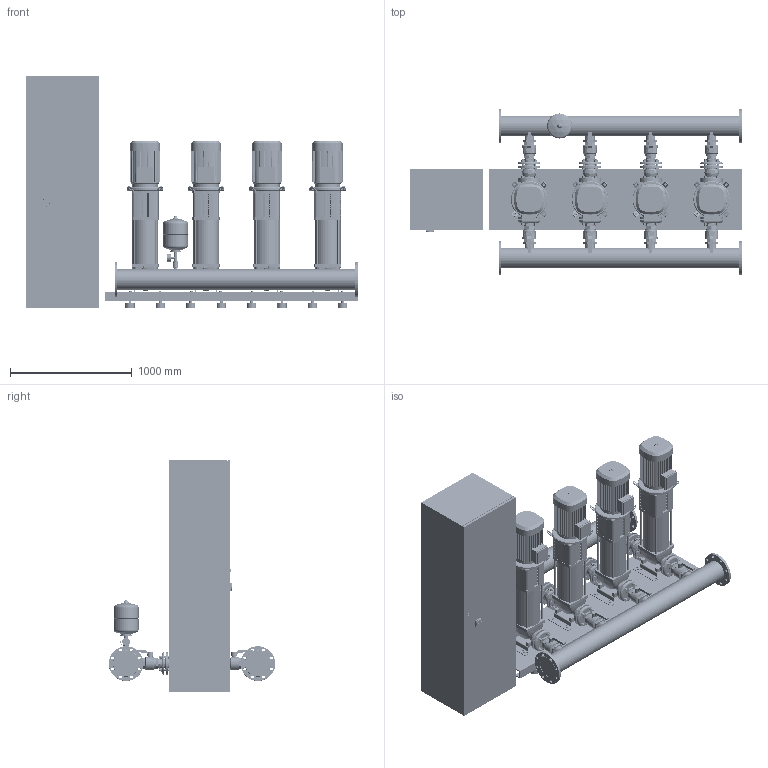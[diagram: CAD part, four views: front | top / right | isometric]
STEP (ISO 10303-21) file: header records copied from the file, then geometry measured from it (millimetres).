
FILE_DESCRIPTION((''),'2;1');
FILE_NAME('3d_CO-4HELIXV3604_2_K_CC-01-2532361.stp','2016-01-25T09:15:40',(''),(''),'Mechanical Desktop 2009','Mechanical Desktop 2009',', , ');
FILE_SCHEMA(('CONFIG_CONTROL_DESIGN'));
Length unit declared in the file: millimetre
Products named in the file (1): Product
Bounding box: 2730 x 1369 x 1900 mm (x, y, z)
Volume: 907488056.1 mm3; surface area: 24534729.9 mm2
Topology: 239 solids, 239 shells, 7893 faces, 20363 edges, 13237 vertices
Faces by surface type: bspline 3112, plane 2801, cylinder 1482, cone 272, torus 224, sphere 2
Entity records: 276502 total; most frequent: CARTESIAN_POINT 87940, ORIENTED_EDGE 40646, DIRECTION 35825, EDGE_CURVE 20323, VERTEX_POINT 13224, VECTOR 12585, LINE 12585, AXIS2_PLACEMENT_3D 11620
